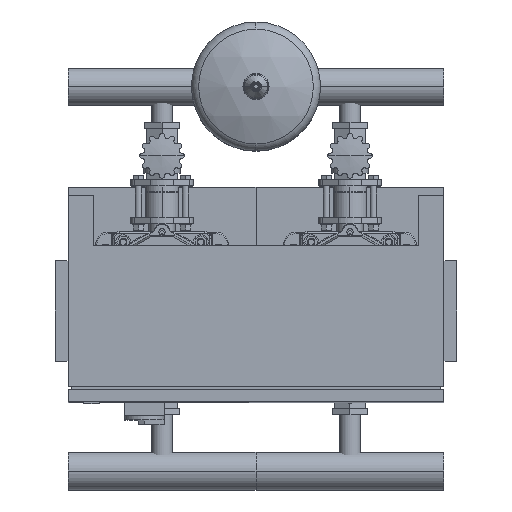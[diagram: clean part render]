
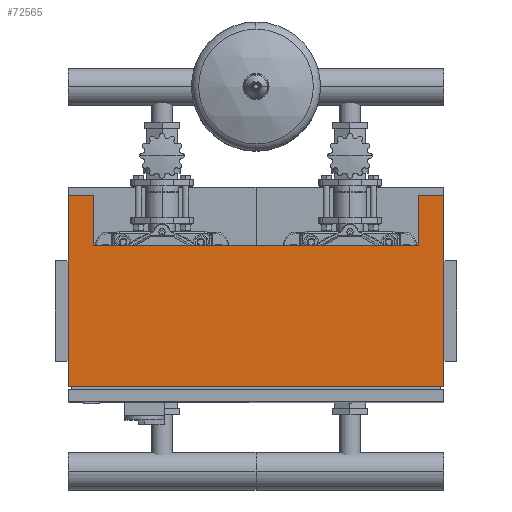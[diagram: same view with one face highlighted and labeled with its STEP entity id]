
A CAD part, top view. The second image highlights one B-rep face of the part: STEP entity #72565.
In plain terms, the highlighted planar face has unit normal (0, 0, 1).
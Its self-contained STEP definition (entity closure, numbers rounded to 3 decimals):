
#71213=CARTESIAN_POINT('',(560.0,134.909,1670.0));
#71214=VERTEX_POINT('',#71213);
#71215=CARTESIAN_POINT('',(600.0,134.909,1670.0));
#71216=VERTEX_POINT('',#71215);
#71217=CARTESIAN_POINT('',(560.0,134.909,1670.0));
#71218=DIRECTION('',(1.0,0.0,0.0));
#71219=VECTOR('',#71218,40.0);
#71220=LINE('',#71217,#71219);
#71221=EDGE_CURVE('',#71214,#71216,#71220,.T.);
#71275=CARTESIAN_POINT('',(560.0,54.909,1670.0));
#71276=VERTEX_POINT('',#71275);
#71283=CARTESIAN_POINT('',(560.0,134.909,1670.0));
#71284=DIRECTION('',(0.0,-1.0,0.0));
#71285=VECTOR('',#71284,80.0);
#71286=LINE('',#71283,#71285);
#71287=EDGE_CURVE('',#71214,#71276,#71286,.T.);
#71310=CARTESIAN_POINT('',(0.,134.909,1670.0));
#71311=VERTEX_POINT('',#71310);
#71318=CARTESIAN_POINT('',(40.,134.909,1670.0));
#71319=VERTEX_POINT('',#71318);
#71320=CARTESIAN_POINT('',(40.,134.909,1670.0));
#71321=DIRECTION('',(-1.0,0.0,0.0));
#71322=VECTOR('',#71321,40.0);
#71323=LINE('',#71320,#71322);
#71324=EDGE_CURVE('',#71319,#71311,#71323,.T.);
#71387=CARTESIAN_POINT('',(40.,54.909,1670.0));
#71388=VERTEX_POINT('',#71387);
#71389=CARTESIAN_POINT('',(40.,134.909,1670.0));
#71390=DIRECTION('',(0.0,-1.0,0.0));
#71391=VECTOR('',#71390,80.0);
#71392=LINE('',#71389,#71391);
#71393=EDGE_CURVE('',#71319,#71388,#71392,.T.);
#71435=CARTESIAN_POINT('',(560.0,54.909,1670.0));
#71436=DIRECTION('',(-1.0,0.0,0.0));
#71437=VECTOR('',#71436,520.0);
#71438=LINE('',#71435,#71437);
#71439=EDGE_CURVE('',#71276,#71388,#71438,.T.);
#72499=CARTESIAN_POINT('',(600.0,-170.091,1670.0));
#72500=VERTEX_POINT('',#72499);
#72509=CARTESIAN_POINT('',(0.,-170.091,1670.0));
#72510=VERTEX_POINT('',#72509);
#72511=CARTESIAN_POINT('',(0.,-170.091,1670.0));
#72512=DIRECTION('',(1.0,0.0,0.0));
#72513=VECTOR('',#72512,600.0);
#72514=LINE('',#72511,#72513);
#72515=EDGE_CURVE('',#72510,#72500,#72514,.T.);
#72540=CARTESIAN_POINT('',(0.,54.909,1670.0));
#72541=DIRECTION('',(0.0,0.0,1.0));
#72542=DIRECTION('',(0.0,-1.0,0.0));
#72543=AXIS2_PLACEMENT_3D('',#72540,#72541,#72542);
#72544=PLANE('',#72543);
#72545=ORIENTED_EDGE('',*,*,#72515,.T.);
#72546=CARTESIAN_POINT('',(600.0,134.909,1670.0));
#72547=DIRECTION('',(0.0,-1.0,0.0));
#72548=VECTOR('',#72547,305.0);
#72549=LINE('',#72546,#72548);
#72550=EDGE_CURVE('',#71216,#72500,#72549,.T.);
#72551=ORIENTED_EDGE('',*,*,#72550,.F.);
#72552=ORIENTED_EDGE('',*,*,#71221,.F.);
#72553=ORIENTED_EDGE('',*,*,#71287,.T.);
#72554=ORIENTED_EDGE('',*,*,#71439,.T.);
#72555=ORIENTED_EDGE('',*,*,#71393,.F.);
#72556=ORIENTED_EDGE('',*,*,#71324,.T.);
#72557=CARTESIAN_POINT('',(0.,134.909,1670.0));
#72558=DIRECTION('',(0.0,-1.0,0.0));
#72559=VECTOR('',#72558,305.0);
#72560=LINE('',#72557,#72559);
#72561=EDGE_CURVE('',#71311,#72510,#72560,.T.);
#72562=ORIENTED_EDGE('',*,*,#72561,.T.);
#72563=EDGE_LOOP('',(#72545,#72551,#72552,#72553,#72554,#72555,#72556,#72562));
#72564=FACE_OUTER_BOUND('',#72563,.T.);
#72565=ADVANCED_FACE('',(#72564),#72544,.T.);
